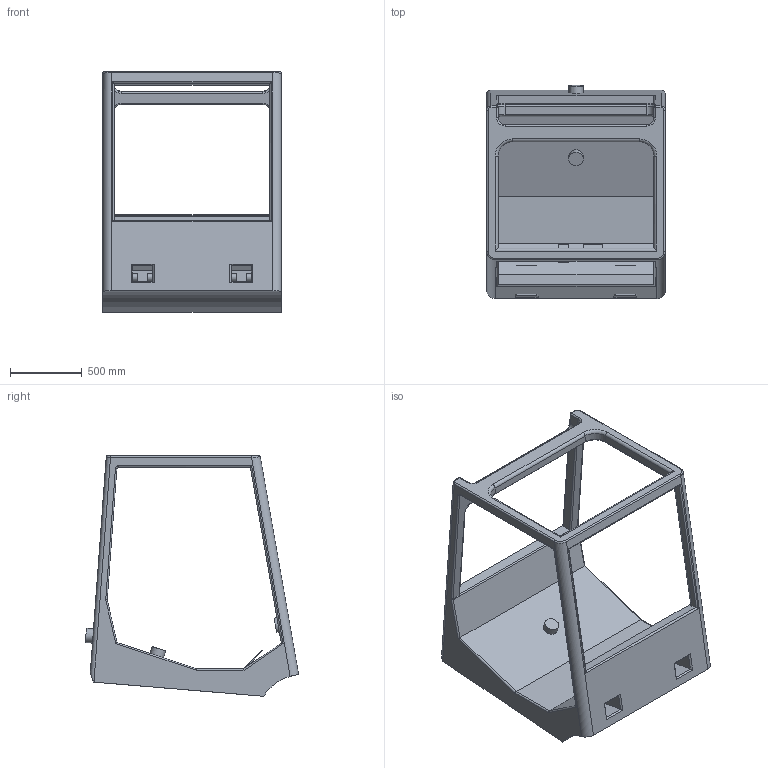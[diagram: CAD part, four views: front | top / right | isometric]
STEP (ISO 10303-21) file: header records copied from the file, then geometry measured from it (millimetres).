
FILE_DESCRIPTION(/* description */ (''),/* implementation_level */ '2;1');
FILE_NAME(/* name */ 'OperatorCompartment.step',/* time_stamp */ '2025-05-27T21:04:41-04:00',/* author */ (''),/* organization */ (''),/* preprocessor_version */ 'ST-DEVELOPER v20.1',/* originating_system */ 'Autodesk Translation Framework v14.10.0.0',/* authorisation */ '');
FILE_SCHEMA (('AUTOMOTIVE_DESIGN { 1 0 10303 214 3 1 1 }'));
Length unit declared in the file: millimetre
Products named in the file (1): OperatorCompartment
Bounding box: 1250 x 1490.56 x 1681.14 mm (x, y, z)
Volume: 526020732.4 mm3; surface area: 9488287.6 mm2
Topology: 1 solids, 1 shells, 176 faces, 410 edges, 248 vertices
Faces by surface type: cylinder 75, plane 74, torus 16, bspline 9, sphere 2
Full cylindrical faces by diameter (mm): 30 x4, 50 x4, 100 x4
Entity records: 5858 total; most frequent: CARTESIAN_POINT 1747, DIRECTION 881, ORIENTED_EDGE 818, EDGE_CURVE 409, AXIS2_PLACEMENT_3D 321, VERTEX_POINT 248, LINE 239, VECTOR 239
